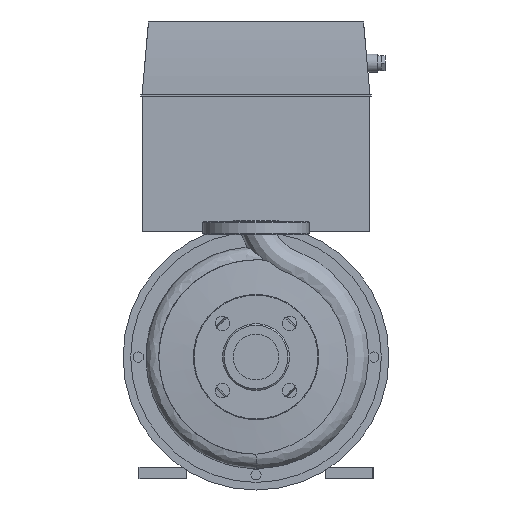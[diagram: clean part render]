
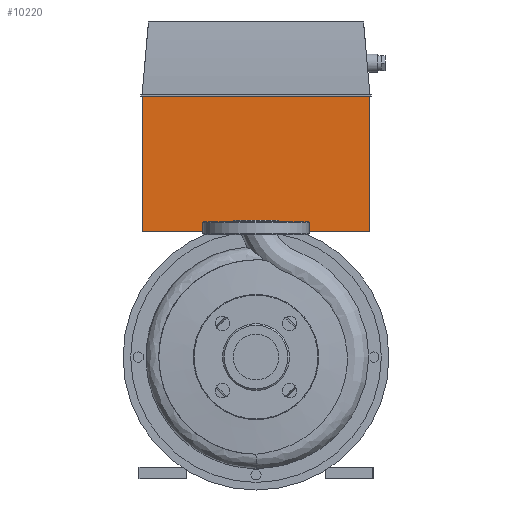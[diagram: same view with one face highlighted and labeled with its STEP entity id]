
A CAD part, left-side view. The second image highlights one B-rep face of the part: STEP entity #10220.
In plain terms, the highlighted planar face has unit normal (-1, 0, 0).
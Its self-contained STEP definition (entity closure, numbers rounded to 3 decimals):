
#938=LINE('',#21010,#1841);
#945=LINE('',#21028,#1848);
#948=LINE('',#21034,#1851);
#949=LINE('',#21035,#1852);
#1841=VECTOR('',#14032,10.);
#1848=VECTOR('',#14057,10.);
#1851=VECTOR('',#14062,10.);
#1852=VECTOR('',#14063,10.);
#2350=PLANE('',#11218);
#3070=FACE_OUTER_BOUND('',#3778,.T.);
#3778=EDGE_LOOP('',(#9432,#9433,#9434,#9435));
#5167=VERTEX_POINT('',#21006);
#5169=VERTEX_POINT('',#21009);
#5171=VERTEX_POINT('',#21027);
#5173=VERTEX_POINT('',#21033);
#6587=EDGE_CURVE('',#5169,#5167,#938,.T.);
#6596=EDGE_CURVE('',#5171,#5169,#945,.T.);
#6599=EDGE_CURVE('',#5167,#5173,#948,.T.);
#6600=EDGE_CURVE('',#5173,#5171,#949,.T.);
#9432=ORIENTED_EDGE('',*,*,#6587,.T.);
#9433=ORIENTED_EDGE('',*,*,#6599,.T.);
#9434=ORIENTED_EDGE('',*,*,#6600,.T.);
#9435=ORIENTED_EDGE('',*,*,#6596,.T.);
#10220=ADVANCED_FACE('',(#3070),#2350,.T.);
#11218=AXIS2_PLACEMENT_3D('',#21032,#14060,#14061);
#14032=DIRECTION('',(0.,1.,0.));
#14057=DIRECTION('',(0.,0.,1.));
#14060=DIRECTION('center_axis',(-1.,0.,0.));
#14061=DIRECTION('ref_axis',(0.,0.,1.));
#14062=DIRECTION('',(0.,0.,-1.));
#14063=DIRECTION('',(0.,-1.,0.));
#21006=CARTESIAN_POINT('',(295.7,150.,503.4));
#21009=CARTESIAN_POINT('',(295.7,-150.,503.4));
#21010=CARTESIAN_POINT('',(295.7,0.,503.4));
#21027=CARTESIAN_POINT('',(295.7,-150.,325.));
#21028=CARTESIAN_POINT('',(295.7,-150.,325.));
#21032=CARTESIAN_POINT('Origin',(295.7,0.,504.4));
#21033=CARTESIAN_POINT('',(295.7,150.,325.));
#21034=CARTESIAN_POINT('',(295.7,150.,325.));
#21035=CARTESIAN_POINT('',(295.7,0.,325.));
